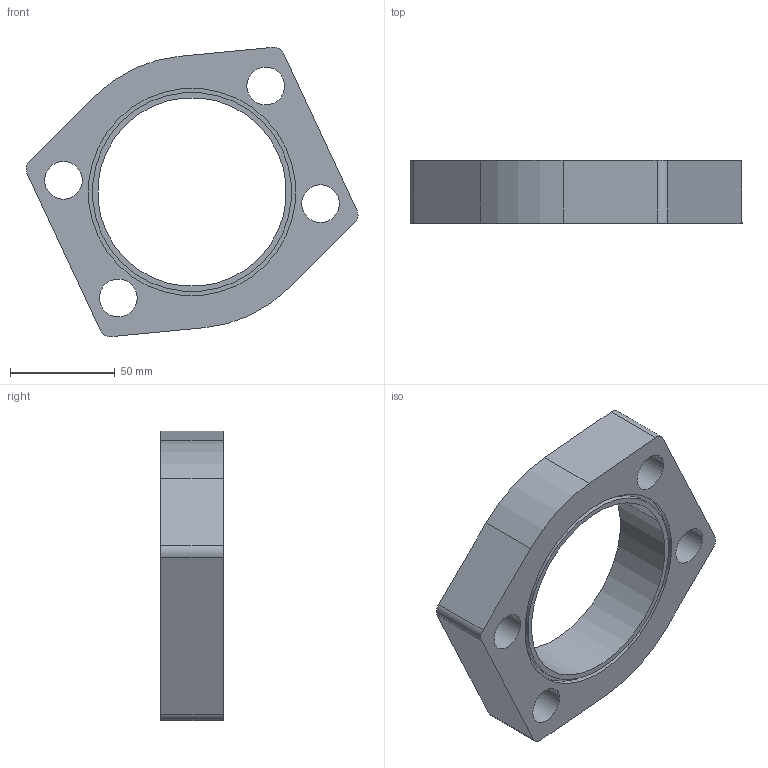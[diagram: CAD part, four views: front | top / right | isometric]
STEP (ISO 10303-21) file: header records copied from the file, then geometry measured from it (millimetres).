
FILE_DESCRIPTION(('CoCreate Modeling STEP Export'),'2;1');
FILE_NAME('nut_with_holes.stp','2008-07-11T13:10:24',(''),(''),'CoCreate Modeling STEP processor for AP214 (Solid Model)','CoCreate Modeling 17.00P0623 23-Jun-2008 (C) Parametric Technology GmbH','');
FILE_SCHEMA(('AUTOMOTIVE_DESIGN { 1 0 10303 214 1 1 1 1 }'));
Length unit declared in the file: millimetre
Products named in the file (2): 30343.1; 30343
Assembly tree (1 placements, depth 2):
  30343
    30343.1
Bounding box: 158.34 x 30 x 137.98 mm (x, y, z)
Volume: 234907.9 mm3; surface area: 46331.9 mm2
Topology: 1 solids, 1 shells, 30 faces, 78 edges, 52 vertices
Faces by surface type: cylinder 20, plane 10
Entity records: 902 total; most frequent: ORIENTED_EDGE 156, CARTESIAN_POINT 141, DIRECTION 140, EDGE_CURVE 78, VERTEX_POINT 52, AXIS2_PLACEMENT_3D 51, EDGE_LOOP 42, VECTOR 38
